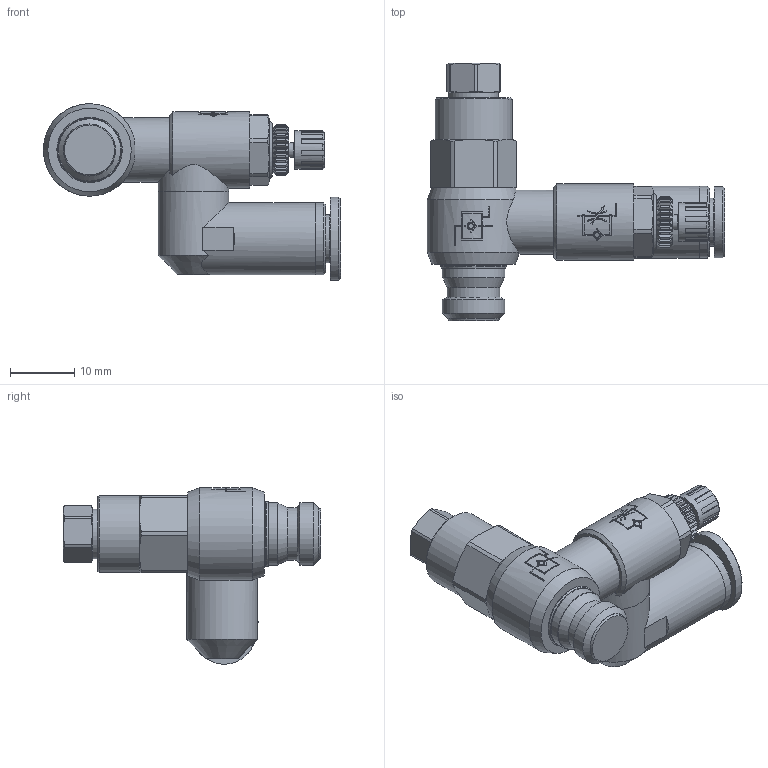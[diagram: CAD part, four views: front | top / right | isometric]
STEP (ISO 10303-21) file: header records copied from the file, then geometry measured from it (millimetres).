
FILE_DESCRIPTION((''),'2;1');
FILE_NAME('GNSP 06G01.stp','2019-05-21T11:15:47',('user'),(''),'Autodesk Inventor 2013','Autodesk Inventor 2013','');
FILE_SCHEMA(('AUTOMOTIVE_DESIGN { 1 0 10303 214 1 1 1 1 }'));
Length unit declared in the file: millimetre
Products named in the file (16): GNSP 06G01; GNSP BODY 0601(PLASTIC); GNPL PLASTIC ASSY 06; GNPL BODY 06(PLASTIC); G-COLLAR 06L; COLLAR G06L; SLEEVE G06; GNSP BRASS ASSY G01(EPNI); GNSP BODY G01(BRASS); P-CHECK BODY 01(BRASS); P-NSE BRASS ASSY 01; P-NSE BODY 01(BRASS); P-NEEDLE 01(BRASS); P-LINER 01(BRASS); LOCK NUT M5; HANDLE 01(PLASTIC)
Assembly tree (15 placements, depth 4):
  GNSP 06G01
    GNSP BODY 0601(PLASTIC)
    GNPL PLASTIC ASSY 06
      GNPL BODY 06(PLASTIC)
      G-COLLAR 06L
        COLLAR G06L
        SLEEVE G06
    GNSP BRASS ASSY G01(EPNI)
      GNSP BODY G01(BRASS)
      P-CHECK BODY 01(BRASS)
    P-NSE BRASS ASSY 01
      P-NSE BODY 01(BRASS)
      P-NEEDLE 01(BRASS)
      P-LINER 01(BRASS)
      LOCK NUT M5
      HANDLE 01(PLASTIC)
Bounding box: 46.35 x 40.2 x 27.51 mm (x, y, z)
Volume: 9268.8 mm3; surface area: 5636.7 mm2
Topology: 12 solids, 12 shells, 689 faces, 1809 edges, 1176 vertices
Faces by surface type: plane 416, cone 100, cylinder 98, bspline 73, torus 2
Full cylindrical faces by diameter (mm): 0.5 x1, 2.3 x1, 4.3 x1, 6 x1, 6.2 x2, 7.5 x1, 7.8 x1, 8.2 x1, 9.728 x1, 9.8 x2, 10 x1, 10.2 x1, 11 x2, 11.2 x2, 11.9 x1, 12 x1
Entity records: 29151 total; most frequent: CARTESIAN_POINT 13058, ORIENTED_EDGE 3498, DIRECTION 2967, EDGE_CURVE 1749, VERTEX_POINT 1158, AXIS2_PLACEMENT_3D 1024, VECTOR 919, LINE 919
